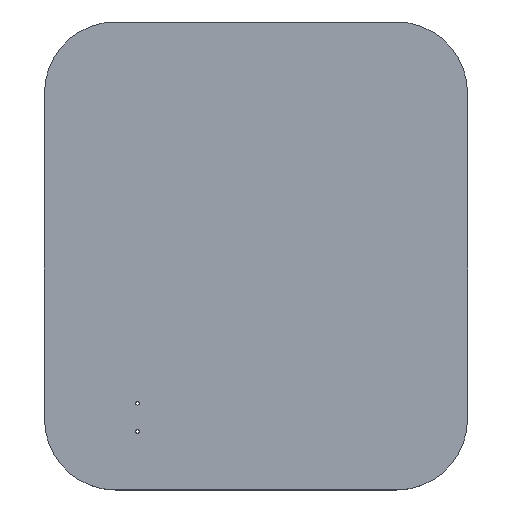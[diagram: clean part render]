
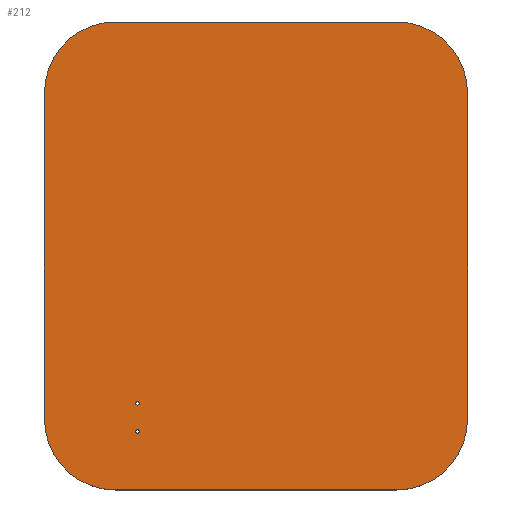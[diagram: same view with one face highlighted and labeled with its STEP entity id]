
A CAD part, top view. The second image highlights one B-rep face of the part: STEP entity #212.
In plain terms, the highlighted planar face has unit normal (0, 0, 1).
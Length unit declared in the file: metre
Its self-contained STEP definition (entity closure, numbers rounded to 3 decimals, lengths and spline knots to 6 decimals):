
#18=CIRCLE('',#238,0.00065);
#19=CIRCLE('',#239,0.00065);
#20=CIRCLE('',#240,0.025);
#21=CIRCLE('',#241,0.025);
#22=CIRCLE('',#242,0.025);
#23=CIRCLE('',#243,0.025);
#46=ORIENTED_EDGE('',*,*,#102,.F.);
#47=ORIENTED_EDGE('',*,*,#103,.F.);
#48=ORIENTED_EDGE('',*,*,#100,.F.);
#49=ORIENTED_EDGE('',*,*,#104,.T.);
#50=ORIENTED_EDGE('',*,*,#86,.F.);
#51=ORIENTED_EDGE('',*,*,#105,.T.);
#52=ORIENTED_EDGE('',*,*,#90,.T.);
#53=ORIENTED_EDGE('',*,*,#106,.T.);
#54=ORIENTED_EDGE('',*,*,#94,.T.);
#55=ORIENTED_EDGE('',*,*,#107,.T.);
#86=EDGE_CURVE('',#114,#115,#134,.T.);
#90=EDGE_CURVE('',#118,#119,#138,.T.);
#94=EDGE_CURVE('',#122,#123,#142,.T.);
#100=EDGE_CURVE('',#128,#129,#148,.T.);
#102=EDGE_CURVE('',#130,#130,#18,.T.);
#103=EDGE_CURVE('',#131,#131,#19,.T.);
#104=EDGE_CURVE('',#128,#115,#20,.T.);
#105=EDGE_CURVE('',#114,#118,#21,.T.);
#106=EDGE_CURVE('',#119,#122,#22,.T.);
#107=EDGE_CURVE('',#123,#129,#23,.T.);
#114=VERTEX_POINT('',#326);
#115=VERTEX_POINT('',#327);
#118=VERTEX_POINT('',#335);
#119=VERTEX_POINT('',#336);
#122=VERTEX_POINT('',#344);
#123=VERTEX_POINT('',#345);
#128=VERTEX_POINT('',#356);
#129=VERTEX_POINT('',#358);
#130=VERTEX_POINT('',#362);
#131=VERTEX_POINT('',#364);
#134=LINE('',#325,#150);
#138=LINE('',#334,#154);
#142=LINE('',#343,#158);
#148=LINE('',#357,#164);
#150=VECTOR('',#261,1.);
#154=VECTOR('',#267,1.);
#158=VECTOR('',#273,1.);
#164=VECTOR('',#281,1.);
#170=EDGE_LOOP('',(#46));
#171=EDGE_LOOP('',(#47));
#172=EDGE_LOOP('',(#48,#49,#50,#51,#52,#53,#54,#55));
#188=FACE_BOUND('',#170,.T.);
#189=FACE_BOUND('',#171,.T.);
#190=FACE_BOUND('',#172,.T.);
#206=PLANE('',#237);
#212=ADVANCED_FACE('',(#188,#189,#190),#206,.T.);
#237=AXIS2_PLACEMENT_3D('',#360,#283,#284);
#238=AXIS2_PLACEMENT_3D('',#361,#285,#286);
#239=AXIS2_PLACEMENT_3D('',#363,#287,#288);
#240=AXIS2_PLACEMENT_3D('',#365,#289,#290);
#241=AXIS2_PLACEMENT_3D('',#366,#291,#292);
#242=AXIS2_PLACEMENT_3D('',#367,#293,#294);
#243=AXIS2_PLACEMENT_3D('',#368,#295,#296);
#261=DIRECTION('',(-1.,0.,0.));
#267=DIRECTION('',(0.,1.,0.));
#273=DIRECTION('',(-1.,0.,0.));
#281=DIRECTION('',(0.,1.,0.));
#283=DIRECTION('',(0.,0.,1.));
#284=DIRECTION('',(1.,0.,0.));
#285=DIRECTION('',(0.,0.,1.));
#286=DIRECTION('',(1.,0.,0.));
#287=DIRECTION('',(0.,0.,1.));
#288=DIRECTION('',(1.,0.,0.));
#289=DIRECTION('',(0.,0.,1.));
#290=DIRECTION('',(1.,0.,0.));
#291=DIRECTION('',(0.,0.,1.));
#292=DIRECTION('',(1.,0.,0.));
#293=DIRECTION('',(0.,0.,1.));
#294=DIRECTION('',(1.,0.,0.));
#295=DIRECTION('',(0.,0.,1.));
#296=DIRECTION('',(1.,0.,0.));
#325=CARTESIAN_POINT('',(0.,-0.08255,0.004));
#326=CARTESIAN_POINT('',(0.04962,-0.08255,0.004));
#327=CARTESIAN_POINT('',(-0.04962,-0.08255,0.004));
#334=CARTESIAN_POINT('',(0.07462,0.,0.004));
#335=CARTESIAN_POINT('',(0.07462,-0.05755,0.004));
#336=CARTESIAN_POINT('',(0.07462,0.05755,0.004));
#343=CARTESIAN_POINT('',(0.,0.08255,0.004));
#344=CARTESIAN_POINT('',(0.04962,0.08255,0.004));
#345=CARTESIAN_POINT('',(-0.04962,0.08255,0.004));
#356=CARTESIAN_POINT('',(-0.07462,-0.05755,0.004));
#357=CARTESIAN_POINT('',(-0.07462,0.,0.004));
#358=CARTESIAN_POINT('',(-0.07462,0.05755,0.004));
#360=CARTESIAN_POINT('',(0.,0.,0.004));
#361=CARTESIAN_POINT('',(-0.04178,-0.05195,0.004));
#362=CARTESIAN_POINT('',(-0.04113,-0.05195,0.004));
#363=CARTESIAN_POINT('',(-0.04178,-0.06195,0.004));
#364=CARTESIAN_POINT('',(-0.04113,-0.06195,0.004));
#365=CARTESIAN_POINT('',(-0.04962,-0.05755,0.004));
#366=CARTESIAN_POINT('',(0.04962,-0.05755,0.004));
#367=CARTESIAN_POINT('',(0.04962,0.05755,0.004));
#368=CARTESIAN_POINT('',(-0.04962,0.05755,0.004));
